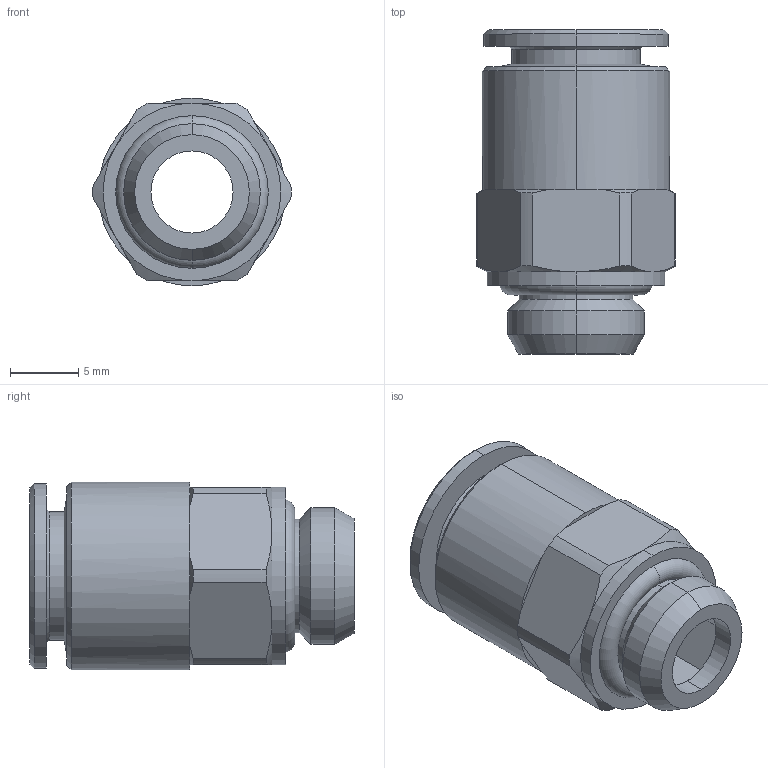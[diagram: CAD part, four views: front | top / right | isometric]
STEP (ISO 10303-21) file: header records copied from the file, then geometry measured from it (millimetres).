
FILE_DESCRIPTION (( 'STEP AP203' ), '1' );
FILE_NAME ('A0020041.STEP', '2009-01-20T08:24:01', ( '' ), ( 'sopra-pneumatic' ), 'SwSTEP 2.0', 'SolidWorks 2008', '' );
FILE_SCHEMA (( 'CONFIG_CONTROL_DESIGN' ));
Length unit declared in the file: millimetre
Products named in the file (1): A0020041
Bounding box: 14.5 x 23.7 x 13.7 mm (x, y, z)
Volume: 1887.8 mm3; surface area: 1866.9 mm2
Topology: 1 solids, 1 shells, 81 faces, 180 edges, 104 vertices
Faces by surface type: plane 29, cone 28, cylinder 22, torus 2
Entity records: 2367 total; most frequent: CARTESIAN_POINT 500, DIRECTION 396, ORIENTED_EDGE 360, EDGE_CURVE 180, AXIS2_PLACEMENT_3D 164, VERTEX_POINT 104, EDGE_LOOP 86, CIRCLE 82
